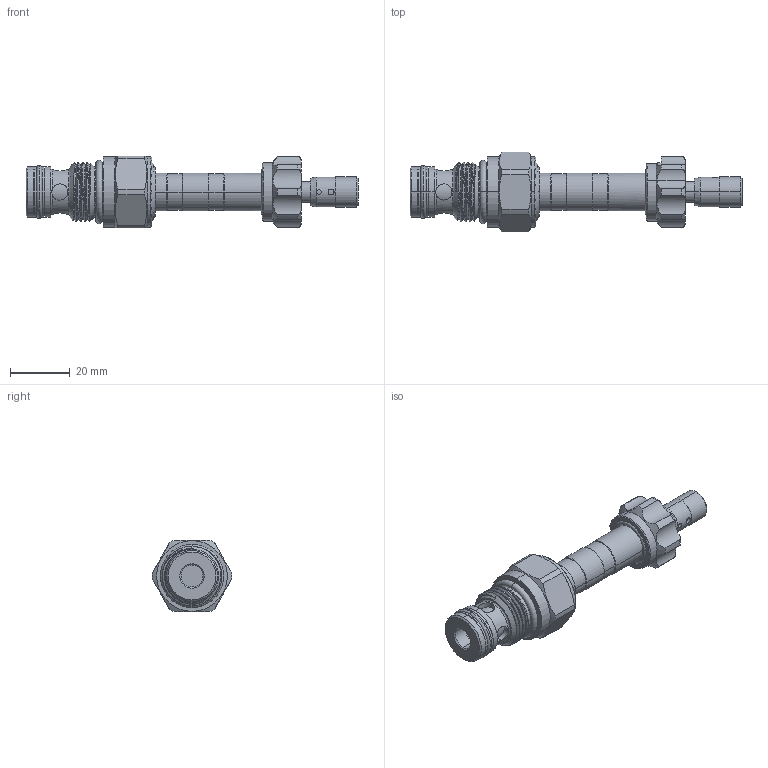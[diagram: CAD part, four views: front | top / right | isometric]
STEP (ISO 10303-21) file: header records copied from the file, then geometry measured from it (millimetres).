
FILE_DESCRIPTION (( 'STEP AP203' ), '1' );
FILE_NAME ('EP20MB2A32T05.STEP', '2020-04-08T00:27:07', ( '' ), ( '' ), 'SwSTEP 2.0', 'SolidWorks 2018', '' );
FILE_SCHEMA (( 'CONFIG_CONTROL_DESIGN' ));
Length unit declared in the file: millimetre
Products named in the file (1): EP20MB2A32T05
Bounding box: 110.8 x 26.69 x 24 mm (x, y, z)
Volume: 23841.2 mm3; surface area: 9484.9 mm2
Topology: 4 solids, 4 shells, 229 faces, 547 edges, 345 vertices
Faces by surface type: cylinder 124, cone 42, plane 32, torus 26, bspline 5
Entity records: 8872 total; most frequent: CARTESIAN_POINT 3553, DIRECTION 1113, ORIENTED_EDGE 1094, EDGE_CURVE 547, AXIS2_PLACEMENT_3D 475, VERTEX_POINT 345, EDGE_LOOP 256, CIRCLE 250
